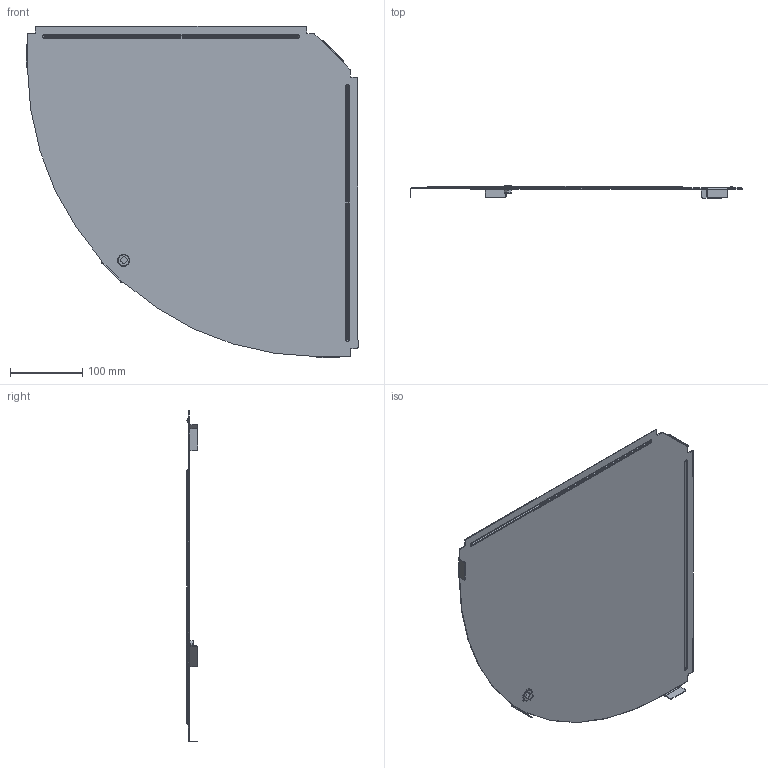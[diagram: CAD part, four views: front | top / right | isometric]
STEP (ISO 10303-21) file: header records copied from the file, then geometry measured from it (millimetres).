
FILE_DESCRIPTION (( 'STEP AP214' ), '1' );
FILE_NAME ('6036958.STEP', '2024-11-28T13:34:29', ( '' ), ( '' ), 'SwSTEP 2.0', 'SolidWorks 2022', '' );
FILE_SCHEMA (( 'AUTOMOTIVE_DESIGN' ));
Length unit declared in the file: millimetre
Products named in the file (3): 109905_quadratisch; 183291_NB 400; 6036958
Assembly tree (2 placements, depth 2):
  6036958
    183291_NB 400
    109905_quadratisch
Bounding box: 458 x 16.55 x 458 mm (x, y, z)
Volume: 175043.8 mm3; surface area: 350279.6 mm2
Topology: 2 solids, 3 shells, 168 faces, 412 edges, 256 vertices
Faces by surface type: plane 71, cylinder 52, cone 17, torus 12, bspline 8, sphere 8
Entity records: 5571 total; most frequent: CARTESIAN_POINT 1303, DIRECTION 851, ORIENTED_EDGE 820, EDGE_CURVE 410, AXIS2_PLACEMENT_3D 324, VERTEX_POINT 256, LINE 203, VECTOR 203
